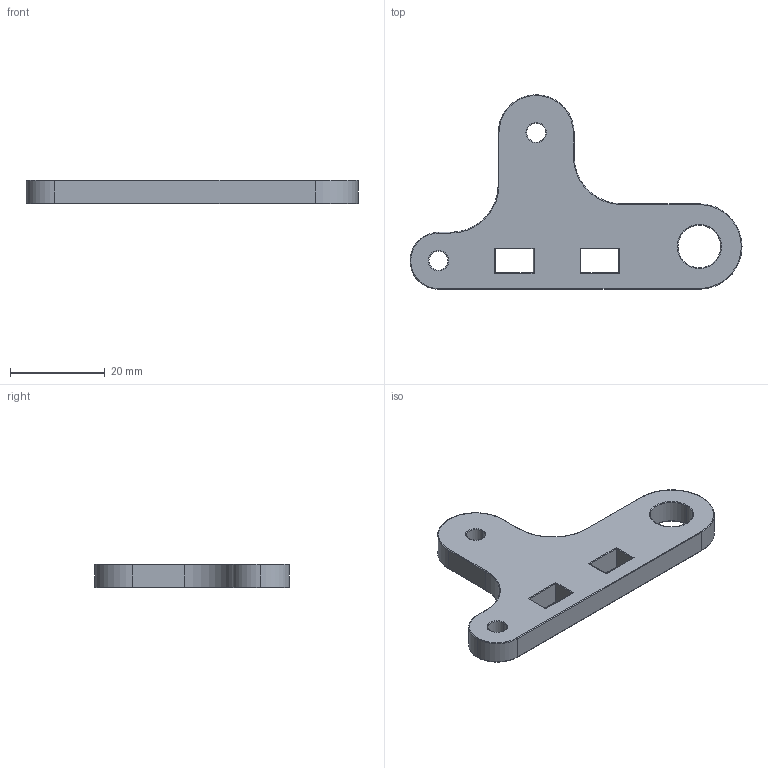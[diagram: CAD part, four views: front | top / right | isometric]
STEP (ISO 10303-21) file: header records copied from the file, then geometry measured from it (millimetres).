
FILE_DESCRIPTION (( 'STEP AP203' ), '1' );
FILE_NAME ('Part6 t308_Default_sldprt.STEP', '2018-07-31T07:56:36', ( '' ), ( '' ), 'SwSTEP 2.0', 'SolidWorks 2014', '' );
FILE_SCHEMA (( 'CONFIG_CONTROL_DESIGN' ));
Length unit declared in the file: millimetre
Products named in the file (1): Part6 t308_Default_sldprt
Bounding box: 70 x 41 x 5 mm (x, y, z)
Volume: 6561.5 mm3; surface area: 4082.7 mm2
Topology: 1 solids, 1 shells, 77 faces, 175 edges, 100 vertices
Faces by surface type: cylinder 38, torus 24, plane 15
Entity records: 2228 total; most frequent: CARTESIAN_POINT 401, DIRECTION 397, ORIENTED_EDGE 350, EDGE_CURVE 175, AXIS2_PLACEMENT_3D 160, VERTEX_POINT 100, EDGE_LOOP 87, CIRCLE 82
